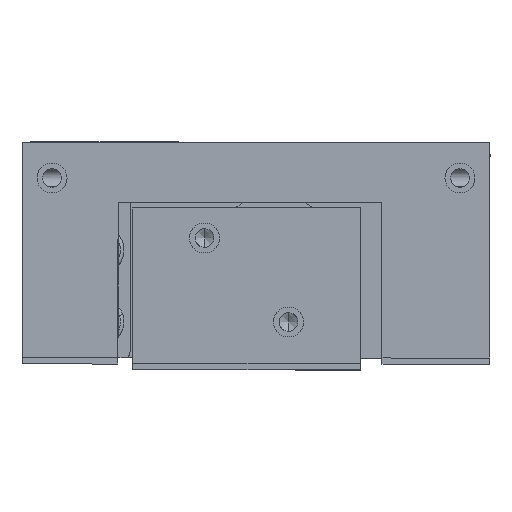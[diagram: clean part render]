
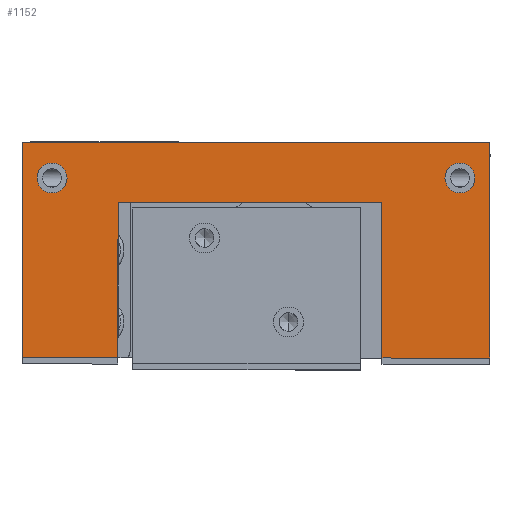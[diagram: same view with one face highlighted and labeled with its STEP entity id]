
A CAD part, left-side view. The second image highlights one B-rep face of the part: STEP entity #1152.
In plain terms, the highlighted planar face has unit normal (-1, 0, 0).
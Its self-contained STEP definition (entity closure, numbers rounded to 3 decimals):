
#91=FACE_BOUND('',#8347,.T.);
#92=FACE_BOUND('',#8348,.T.);
#1152=ADVANCED_FACE('',(#4714,#91,#92),#62487,.T.);
#4714=FACE_OUTER_BOUND('',#8346,.T.);
#8346=EDGE_LOOP('',(#15905,#15906,#15907,#15908,#15909,#15910,#15911,#15912));
#8347=EDGE_LOOP('',(#15913,#15914));
#8348=EDGE_LOOP('',(#15915,#15916));
#15905=ORIENTED_EDGE('',*,*,#35598,.T.);
#15906=ORIENTED_EDGE('',*,*,#35599,.T.);
#15907=ORIENTED_EDGE('',*,*,#35600,.T.);
#15908=ORIENTED_EDGE('',*,*,#35594,.F.);
#15909=ORIENTED_EDGE('',*,*,#35601,.T.);
#15910=ORIENTED_EDGE('',*,*,#35602,.T.);
#15911=ORIENTED_EDGE('',*,*,#35603,.T.);
#15912=ORIENTED_EDGE('',*,*,#35590,.F.);
#15913=ORIENTED_EDGE('',*,*,#35584,.T.);
#15914=ORIENTED_EDGE('',*,*,#35583,.T.);
#15915=ORIENTED_EDGE('',*,*,#35588,.T.);
#15916=ORIENTED_EDGE('',*,*,#35587,.T.);
#35583=EDGE_CURVE('',#56709,#56710,#44788,.T.);
#35584=EDGE_CURVE('',#56710,#56709,#44789,.T.);
#35587=EDGE_CURVE('',#56712,#56713,#44791,.T.);
#35588=EDGE_CURVE('',#56713,#56712,#44792,.T.);
#35590=EDGE_CURVE('',#56714,#56715,#47030,.T.);
#35594=EDGE_CURVE('',#56718,#56719,#47034,.T.);
#35598=EDGE_CURVE('',#56714,#56722,#47038,.T.);
#35599=EDGE_CURVE('',#56722,#56723,#47039,.T.);
#35600=EDGE_CURVE('',#56723,#56719,#47040,.T.);
#35601=EDGE_CURVE('',#56718,#56724,#47041,.T.);
#35602=EDGE_CURVE('',#56724,#56725,#47042,.T.);
#35603=EDGE_CURVE('',#56725,#56715,#47043,.T.);
#44788=(
BOUNDED_CURVE()
B_SPLINE_CURVE(2,(#91417,#91418,#91419,#91420,#91421),.UNSPECIFIED.,.F.,
 .F.)
B_SPLINE_CURVE_WITH_KNOTS((3,2,3),(-3.927,-1.963,
0.),.UNSPECIFIED.)
CURVE()
GEOMETRIC_REPRESENTATION_ITEM()
RATIONAL_B_SPLINE_CURVE((1.,0.707,1.,0.707,1.))
REPRESENTATION_ITEM('')
);
#44789=(
BOUNDED_CURVE()
B_SPLINE_CURVE(2,(#91422,#91423,#91424,#91425,#91426),.UNSPECIFIED.,.F.,
 .F.)
B_SPLINE_CURVE_WITH_KNOTS((3,2,3),(-3.927,-1.963,
0.),.UNSPECIFIED.)
CURVE()
GEOMETRIC_REPRESENTATION_ITEM()
RATIONAL_B_SPLINE_CURVE((1.,0.707,1.,0.707,1.))
REPRESENTATION_ITEM('')
);
#44791=(
BOUNDED_CURVE()
B_SPLINE_CURVE(2,(#91434,#91435,#91436,#91437,#91438),.UNSPECIFIED.,.F.,
 .F.)
B_SPLINE_CURVE_WITH_KNOTS((3,2,3),(-3.927,-1.963,
0.),.UNSPECIFIED.)
CURVE()
GEOMETRIC_REPRESENTATION_ITEM()
RATIONAL_B_SPLINE_CURVE((1.,0.707,1.,0.707,1.))
REPRESENTATION_ITEM('')
);
#44792=(
BOUNDED_CURVE()
B_SPLINE_CURVE(2,(#91439,#91440,#91441,#91442,#91443),.UNSPECIFIED.,.F.,
 .F.)
B_SPLINE_CURVE_WITH_KNOTS((3,2,3),(-3.927,-1.963,
0.),.UNSPECIFIED.)
CURVE()
GEOMETRIC_REPRESENTATION_ITEM()
RATIONAL_B_SPLINE_CURVE((1.,0.707,1.,0.707,1.))
REPRESENTATION_ITEM('')
);
#47030=B_SPLINE_CURVE_WITH_KNOTS('',1,(#91446,#91447),.UNSPECIFIED.,.F.,
 .F.,(2,2),(0.,9.),.UNSPECIFIED.);
#47034=B_SPLINE_CURVE_WITH_KNOTS('',1,(#91454,#91455),.UNSPECIFIED.,.F.,
 .F.,(2,2),(0.,8.),.UNSPECIFIED.);
#47038=B_SPLINE_CURVE_WITH_KNOTS('',1,(#91462,#91463),.UNSPECIFIED.,.F.,
 .F.,(2,2),(0.,18.),.UNSPECIFIED.);
#47039=B_SPLINE_CURVE_WITH_KNOTS('',1,(#91464,#91465),.UNSPECIFIED.,.F.,
 .F.,(2,2),(0.,39.),.UNSPECIFIED.);
#47040=B_SPLINE_CURVE_WITH_KNOTS('',1,(#91466,#91467),.UNSPECIFIED.,.F.,
 .F.,(2,2),(0.,18.),.UNSPECIFIED.);
#47041=B_SPLINE_CURVE_WITH_KNOTS('',1,(#91468,#91469),.UNSPECIFIED.,.F.,
 .F.,(2,2),(0.,13.),.UNSPECIFIED.);
#47042=B_SPLINE_CURVE_WITH_KNOTS('',1,(#91470,#91471),.UNSPECIFIED.,.F.,
 .F.,(2,2),(0.,22.),.UNSPECIFIED.);
#47043=B_SPLINE_CURVE_WITH_KNOTS('',1,(#91472,#91473),.UNSPECIFIED.,.F.,
 .F.,(2,2),(0.,13.),.UNSPECIFIED.);
#56709=VERTEX_POINT('',#82632);
#56710=VERTEX_POINT('',#82633);
#56712=VERTEX_POINT('',#82635);
#56713=VERTEX_POINT('',#82636);
#56714=VERTEX_POINT('',#82637);
#56715=VERTEX_POINT('',#82638);
#56718=VERTEX_POINT('',#82641);
#56719=VERTEX_POINT('',#82642);
#56722=VERTEX_POINT('',#82645);
#56723=VERTEX_POINT('',#82646);
#56724=VERTEX_POINT('',#82647);
#56725=VERTEX_POINT('',#82648);
#62487=PLANE('',#66036);
#66036=AXIS2_PLACEMENT_3D('',#80019,#69271,$);
#69271=DIRECTION('',(-1.,0.,0.));
#80019=CARTESIAN_POINT('',(-47.75,-23.52,20.92));
#82632=CARTESIAN_POINT('',(-47.75,18.25,16.));
#82633=CARTESIAN_POINT('',(-47.75,15.75,16.));
#82635=CARTESIAN_POINT('',(-47.75,-15.75,16.));
#82636=CARTESIAN_POINT('',(-47.75,-18.25,16.));
#82637=CARTESIAN_POINT('',(-47.75,-19.5,1.));
#82638=CARTESIAN_POINT('',(-47.75,-10.5,1.));
#82641=CARTESIAN_POINT('',(-47.75,11.5,1.));
#82642=CARTESIAN_POINT('',(-47.75,19.5,1.));
#82645=CARTESIAN_POINT('',(-47.75,-19.5,19.));
#82646=CARTESIAN_POINT('',(-47.75,19.5,19.));
#82647=CARTESIAN_POINT('',(-47.75,11.5,14.));
#82648=CARTESIAN_POINT('',(-47.75,-10.5,14.));
#91417=CARTESIAN_POINT('',(-47.75,18.25,16.));
#91418=CARTESIAN_POINT('',(-47.75,18.25,17.25));
#91419=CARTESIAN_POINT('',(-47.75,17.,17.25));
#91420=CARTESIAN_POINT('',(-47.75,15.75,17.25));
#91421=CARTESIAN_POINT('',(-47.75,15.75,16.));
#91422=CARTESIAN_POINT('',(-47.75,15.75,16.));
#91423=CARTESIAN_POINT('',(-47.75,15.75,14.75));
#91424=CARTESIAN_POINT('',(-47.75,17.,14.75));
#91425=CARTESIAN_POINT('',(-47.75,18.25,14.75));
#91426=CARTESIAN_POINT('',(-47.75,18.25,16.));
#91434=CARTESIAN_POINT('',(-47.75,-15.75,16.));
#91435=CARTESIAN_POINT('',(-47.75,-15.75,17.25));
#91436=CARTESIAN_POINT('',(-47.75,-17.,17.25));
#91437=CARTESIAN_POINT('',(-47.75,-18.25,17.25));
#91438=CARTESIAN_POINT('',(-47.75,-18.25,16.));
#91439=CARTESIAN_POINT('',(-47.75,-18.25,16.));
#91440=CARTESIAN_POINT('',(-47.75,-18.25,14.75));
#91441=CARTESIAN_POINT('',(-47.75,-17.,14.75));
#91442=CARTESIAN_POINT('',(-47.75,-15.75,14.75));
#91443=CARTESIAN_POINT('',(-47.75,-15.75,16.));
#91446=CARTESIAN_POINT('',(-47.75,-19.5,1.));
#91447=CARTESIAN_POINT('',(-47.75,-10.5,1.));
#91454=CARTESIAN_POINT('',(-47.75,11.5,1.));
#91455=CARTESIAN_POINT('',(-47.75,19.5,1.));
#91462=CARTESIAN_POINT('',(-47.75,-19.5,1.));
#91463=CARTESIAN_POINT('',(-47.75,-19.5,19.));
#91464=CARTESIAN_POINT('',(-47.75,-19.5,19.));
#91465=CARTESIAN_POINT('',(-47.75,19.5,19.));
#91466=CARTESIAN_POINT('',(-47.75,19.5,19.));
#91467=CARTESIAN_POINT('',(-47.75,19.5,1.));
#91468=CARTESIAN_POINT('',(-47.75,11.5,1.));
#91469=CARTESIAN_POINT('',(-47.75,11.5,14.));
#91470=CARTESIAN_POINT('',(-47.75,11.5,14.));
#91471=CARTESIAN_POINT('',(-47.75,-10.5,14.));
#91472=CARTESIAN_POINT('',(-47.75,-10.5,14.));
#91473=CARTESIAN_POINT('',(-47.75,-10.5,1.));
